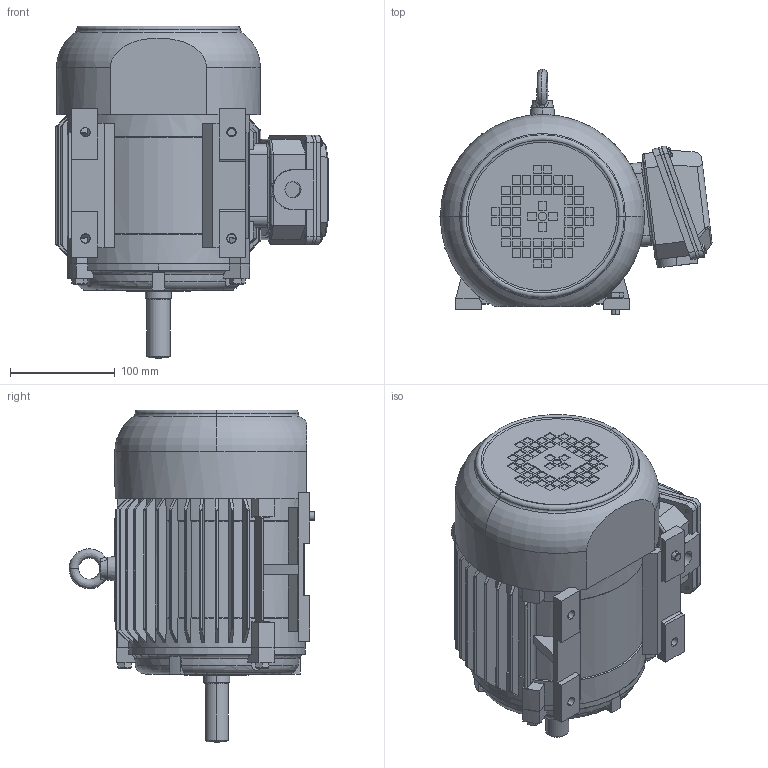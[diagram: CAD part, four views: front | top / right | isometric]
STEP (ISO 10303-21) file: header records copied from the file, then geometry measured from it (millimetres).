
FILE_DESCRIPTION (( 'STEP AP214' ), '1' );
FILE_NAME ('PEWWE-143T.STEP', '2018-07-16T21:14:54', ( '' ), ( '' ), 'SwSTEP 2.0', 'SolidWorks 2017', '' );
FILE_SCHEMA (( 'AUTOMOTIVE_DESIGN' ));
Length unit declared in the file: inch
Products named in the file (1): PEWWE-143T
Bounding box: 260.14 x 235 x 317.47 mm (x, y, z)
Volume: 4274514.2 mm3; surface area: 575681.4 mm2
Topology: 15 solids, 19 shells, 1451 faces, 3911 edges, 2569 vertices
Faces by surface type: plane 675, cylinder 551, cone 144, torus 58, bspline 23
Entity records: 56950 total; most frequent: CARTESIAN_POINT 21059, ORIENTED_EDGE 7814, DIRECTION 6975, EDGE_CURVE 3907, VERTEX_POINT 2569, AXIS2_PLACEMENT_3D 2551, VECTOR 1873, LINE 1873
